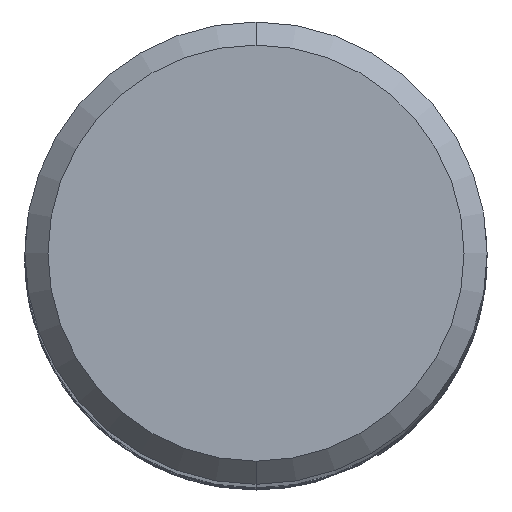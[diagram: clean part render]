
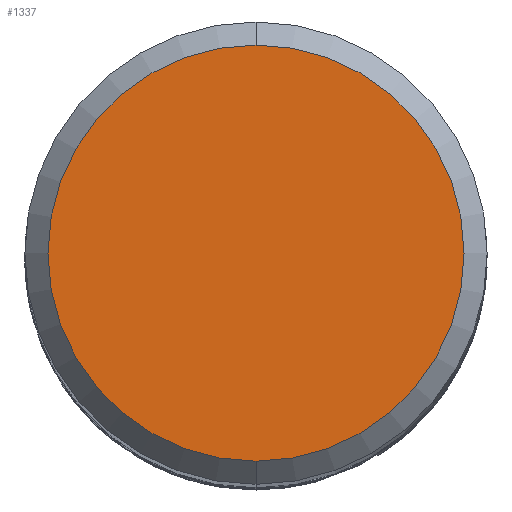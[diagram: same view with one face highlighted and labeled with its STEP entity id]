
A CAD part, top view. The second image highlights one B-rep face of the part: STEP entity #1337.
In plain terms, the highlighted planar face has unit normal (0, 0, 1).
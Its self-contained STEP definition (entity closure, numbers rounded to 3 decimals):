
#745=VERTEX_POINT('',#1751);
#1201=EDGE_CURVE('',#745,#1203,#2247,.T.);
#1203=VERTEX_POINT('',#2249);
#1337=ADVANCED_FACE('',(#2395),#2396,.T.);
#1449=EDGE_CURVE('',#1203,#745,#2521,.T.);
#1751=CARTESIAN_POINT('',(0.,-5.4,0.0));
#2247=CIRCLE('',#12628,5.4);
#2249=CARTESIAN_POINT('',(0.0,5.4,0.0));
#2395=FACE_OUTER_BOUND('',#14415,.T.);
#2396=PLANE('',#14416);
#2521=CIRCLE('',#17472,5.4);
#12628=AXIS2_PLACEMENT_3D('',#19437,#19438,#19439);
#14415=EDGE_LOOP('',(#19601,#19602));
#14416=AXIS2_PLACEMENT_3D('',#19603,#19604,#19605);
#17472=AXIS2_PLACEMENT_3D('',#19739,#19740,#19741);
#19437=CARTESIAN_POINT('',(0.0,0.0,0.0));
#19438=DIRECTION('',(0.0,0.0,-1.0));
#19439=DIRECTION('',(0.0,1.0,0.0));
#19601=ORIENTED_EDGE('',*,*,#1449,.F.);
#19602=ORIENTED_EDGE('',*,*,#1201,.F.);
#19603=CARTESIAN_POINT('',(0.0,2.7,0.0));
#19604=DIRECTION('',(-0.0,0.0,1.0));
#19605=DIRECTION('',(0.0,-1.0,0.0));
#19739=CARTESIAN_POINT('',(0.0,0.0,0.0));
#19740=DIRECTION('',(0.0,0.0,-1.0));
#19741=DIRECTION('',(0.0,1.0,0.0));
